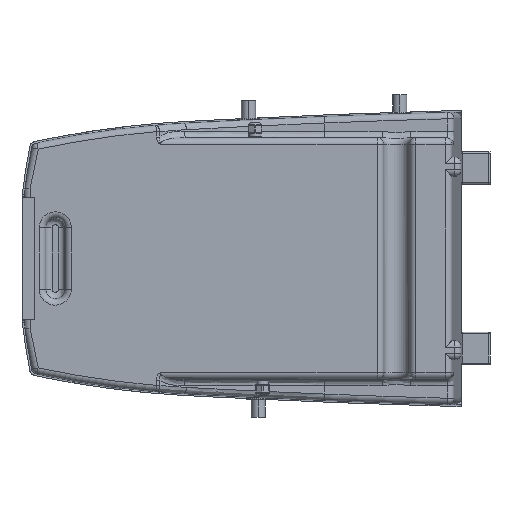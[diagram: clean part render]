
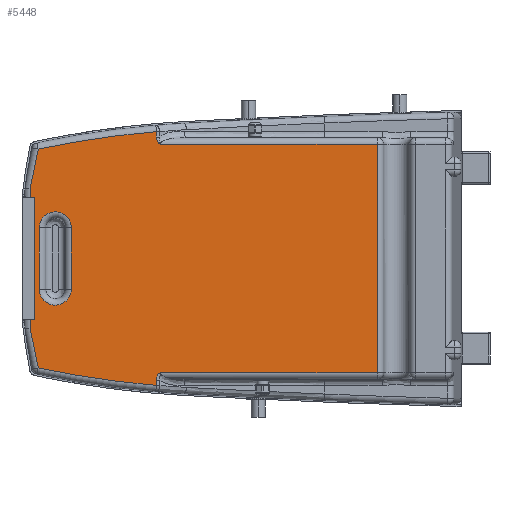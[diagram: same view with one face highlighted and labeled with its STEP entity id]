
A CAD part, left-side view. The second image highlights one B-rep face of the part: STEP entity #5448.
In plain terms, the highlighted planar face has unit normal (-1, 0, 0).
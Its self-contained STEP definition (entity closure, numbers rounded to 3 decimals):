
#390=CARTESIAN_POINT('',(0.,472.879,424.519));
#423=DIRECTION('',(0.,0.,1.));
#424=VECTOR('',#423,8.426);
#425=CARTESIAN_POINT('',(0.,472.878,416.093));
#426=LINE('',#425,#424);
#712=CARTESIAN_POINT('',(0.,466.586,
50.));
#713=CARTESIAN_POINT('',(0.,466.586,
50.));
#714=CARTESIAN_POINT('',(0.,466.627,49.997));
#715=CARTESIAN_POINT('',(0.,466.817,
49.983));
#716=CARTESIAN_POINT('',(0.,467.298,49.843));
#717=CARTESIAN_POINT('',(0.,467.74,
49.654));
#718=CARTESIAN_POINT('',(0.,468.187,49.413));
#719=CARTESIAN_POINT('',(0.,468.63,49.126));
#720=CARTESIAN_POINT('',(0.,469.062,48.798));
#721=CARTESIAN_POINT('',(0.,469.476,48.437));
#722=CARTESIAN_POINT('',(0.,469.869,48.047));
#723=CARTESIAN_POINT('',(0.,470.252,47.62));
#724=CARTESIAN_POINT('',(0.,470.636,47.138));
#725=CARTESIAN_POINT('',(0.,471.028,46.578));
#726=CARTESIAN_POINT('',(0.,471.424,45.928));
#727=CARTESIAN_POINT('',(0.,471.812,45.183));
#728=CARTESIAN_POINT('',(0.,472.178,44.344));
#729=CARTESIAN_POINT('',(0.,472.506,43.414));
#730=CARTESIAN_POINT('',(0.,472.787,42.391));
#731=CARTESIAN_POINT('',(0.,473.007,41.266));
#732=CARTESIAN_POINT('',(0.,473.154,40.024));
#733=CARTESIAN_POINT('',(0.,473.189,39.153));
#734=CARTESIAN_POINT('',(0.,473.189,38.697));
#736=DIRECTION('',(0.,0.,-1.));
#737=VECTOR('',#736,8.204);
#738=CARTESIAN_POINT('',(0.,473.189,38.697));
#739=LINE('',#738,#737);
#740=CARTESIAN_POINT('',(0.,347.487,1515.181));
#741=DIRECTION('',(1.,0.,0.));
#742=DIRECTION('',(0.,0.084,-0.996));
#743=AXIS2_PLACEMENT_3D('',#740,#741,#742);
#745=DIRECTION('',(0.,0.2,0.98));
#746=VECTOR('',#745,62.828);
#747=CARTESIAN_POINT('',(0.,656.513,57.579));
#748=LINE('',#747,#746);
#749=DIRECTION('',(0.,-0.2,0.98));
#750=VECTOR('',#749,62.828);
#751=CARTESIAN_POINT('',(0.,669.104,335.868));
#752=LINE('',#751,#750);
#753=CARTESIAN_POINT('',(0.,347.487,-1060.181));
#754=DIRECTION('',(1.,0.,0.));
#755=DIRECTION('',(0.,0.207,0.978));
#756=AXIS2_PLACEMENT_3D('',#753,#754,#755);
#758=DIRECTION('',(0.,-1.,0.));
#759=VECTOR('',#758,336.408);
#760=CARTESIAN_POINT('',(0.,466.582,405.001));
#761=LINE('',#760,#759);
#762=DIRECTION('',(0.,1.,0.));
#763=VECTOR('',#762,336.412);
#764=CARTESIAN_POINT('',(0.,130.174,50.));
#765=LINE('',#764,#763);
#766=CARTESIAN_POINT('',(0.,630.,275.));
#767=DIRECTION('',(-1.,0.,0.));
#768=DIRECTION('',(0.,-1.,0.));
#769=AXIS2_PLACEMENT_3D('',#766,#767,#768);
#771=CARTESIAN_POINT('',(0.,630.,275.));
#772=DIRECTION('',(-1.,0.,0.));
#773=DIRECTION('',(0.,-0.992,0.123));
#774=AXIS2_PLACEMENT_3D('',#771,#772,#773);
#776=CARTESIAN_POINT('',(0.,630.,180.));
#777=DIRECTION('',(-1.,0.,0.));
#778=DIRECTION('',(0.,1.,0.));
#779=AXIS2_PLACEMENT_3D('',#776,#777,#778);
#781=CARTESIAN_POINT('',(0.,630.,180.));
#782=DIRECTION('',(-1.,0.,0.));
#783=DIRECTION('',(0.,0.992,-0.123));
#784=AXIS2_PLACEMENT_3D('',#781,#782,#783);
#861=DIRECTION('',(0.,0.,1.));
#862=VECTOR('',#861,355.);
#863=CARTESIAN_POINT('',(0.,130.174,50.));
#864=LINE('',#863,#862);
#952=CARTESIAN_POINT('',(0.,466.582,405.001));
#953=CARTESIAN_POINT('',(0.,466.788,405.044));
#954=CARTESIAN_POINT('',(0.,467.23,405.187));
#955=CARTESIAN_POINT('',(0.,467.961,405.551));
#956=CARTESIAN_POINT('',(0.,468.804,406.137));
#957=CARTESIAN_POINT('',(0.,469.553,406.84));
#958=CARTESIAN_POINT('',(0.,470.011,407.352));
#959=CARTESIAN_POINT('',(0.,470.549,408.044));
#960=CARTESIAN_POINT('',(0.,471.1,408.901));
#961=CARTESIAN_POINT('',(0.,471.687,410.036));
#962=CARTESIAN_POINT('',(0.,472.251,411.531));
#963=CARTESIAN_POINT('',(0.,472.733,413.462));
#964=CARTESIAN_POINT('',(0.,472.855,415.155));
#965=CARTESIAN_POINT('',(0.,472.878,416.093));
#1945=DIRECTION('',(0.,0.,-1.));
#1946=VECTOR('',#1945,216.736);
#1947=CARTESIAN_POINT('',(0.,669.104,335.868));
#1948=LINE('',#1947,#1946);
#3871=DIRECTION('',(0.,0.,-1.));
#3872=VECTOR('',#3871,95.);
#3873=CARTESIAN_POINT('',(0.,605.,275.));
#3874=LINE('',#3873,#3872);
#3904=DIRECTION('',(0.,0.,1.));
#3905=VECTOR('',#3904,95.);
#3906=CARTESIAN_POINT('',(0.,655.,180.));
#3907=LINE('',#3906,#3905);
#4117=VERTEX_POINT('',#390);
#4118=CARTESIAN_POINT('',(0.,656.513,397.421));
#4119=VERTEX_POINT('',#4118);
#4125=CARTESIAN_POINT('',(0.,472.878,416.094));
#4126=VERTEX_POINT('',#4125);
#4209=CARTESIAN_POINT('',(0.,130.174,50.));
#4210=CARTESIAN_POINT('',(0.,466.586,50.));
#4211=VERTEX_POINT('',#4209);
#4212=VERTEX_POINT('',#4210);
#4237=VERTEX_POINT('',#734);
#4238=CARTESIAN_POINT('',(0.,473.189,
30.493));
#4239=VERTEX_POINT('',#4238);
#4240=CARTESIAN_POINT('',(0.,656.513,57.579));
#4241=VERTEX_POINT('',#4240);
#4242=CARTESIAN_POINT('',(0.,669.104,119.132));
#4243=VERTEX_POINT('',#4242);
#4244=CARTESIAN_POINT('',(0.,669.104,335.868));
#4245=VERTEX_POINT('',#4244);
#4246=VERTEX_POINT('',#952);
#4247=CARTESIAN_POINT('',(0.,130.174,405.));
#4248=VERTEX_POINT('',#4247);
#4249=CARTESIAN_POINT('',(0.,605.188,278.063));
#4250=CARTESIAN_POINT('',(0.,655.,275.));
#4251=VERTEX_POINT('',#4249);
#4252=VERTEX_POINT('',#4250);
#4253=CARTESIAN_POINT('',(0.,605.,275.));
#4254=VERTEX_POINT('',#4253);
#4255=CARTESIAN_POINT('',(0.,655.,180.));
#4256=VERTEX_POINT('',#4255);
#4257=CARTESIAN_POINT('',(0.,654.812,176.937));
#4258=CARTESIAN_POINT('',(0.,605.,180.));
#4259=VERTEX_POINT('',#4257);
#4260=VERTEX_POINT('',#4258);
#5406=CARTESIAN_POINT('',(0.,680.,0.));
#5407=DIRECTION('',(-1.,0.,0.));
#5408=DIRECTION('',(0.,-1.,0.));
#5409=AXIS2_PLACEMENT_3D('',#5406,#5407,#5408);
#5410=PLANE('',#5409);
#5412=ORIENTED_EDGE('',*,*,#5411,.T.);
#5413=ORIENTED_EDGE('',*,*,#5396,.T.);
#5415=ORIENTED_EDGE('',*,*,#5414,.T.);
#5417=ORIENTED_EDGE('',*,*,#5416,.T.);
#5419=ORIENTED_EDGE('',*,*,#5418,.F.);
#5421=ORIENTED_EDGE('',*,*,#5420,.T.);
#5422=ORIENTED_EDGE('',*,*,#4849,.T.);
#5423=ORIENTED_EDGE('',*,*,#5027,.F.);
#5425=ORIENTED_EDGE('',*,*,#5424,.F.);
#5427=ORIENTED_EDGE('',*,*,#5426,.T.);
#5429=ORIENTED_EDGE('',*,*,#5428,.F.);
#5431=ORIENTED_EDGE('',*,*,#5430,.T.);
#5432=EDGE_LOOP('',(#5412,#5413,#5415,#5417,#5419,#5421,#5422,#5423,#5425,#5427,
#5429,#5431));
#5433=FACE_OUTER_BOUND('',#5432,.F.);
#5435=ORIENTED_EDGE('',*,*,#5434,.T.);
#5437=ORIENTED_EDGE('',*,*,#5436,.T.);
#5439=ORIENTED_EDGE('',*,*,#5438,.F.);
#5441=ORIENTED_EDGE('',*,*,#5440,.T.);
#5443=ORIENTED_EDGE('',*,*,#5442,.T.);
#5445=ORIENTED_EDGE('',*,*,#5444,.F.);
#5446=EDGE_LOOP('',(#5435,#5437,#5439,#5441,#5443,#5445));
#5447=FACE_BOUND('',#5446,.F.);
#5448=ADVANCED_FACE('',(#5433,#5447),#5410,.T.);
#735=B_SPLINE_CURVE_WITH_KNOTS('',3,(#712,#713,#714,#715,#716,#717,#718,#719,
#720,#721,#722,#723,#724,#725,#726,#727,#728,#729,#730,#731,#732,#733,#734),
.UNSPECIFIED.,.F.,.F.,(4,1,1,1,1,1,1,1,1,1,1,1,1,1,1,1,1,1,1,1,4),(0.,
0.,0.045,0.081,0.116,
0.154,0.191,0.23,0.268,
0.306,0.345,0.387,0.434,
0.486,0.543,0.606,0.673,
0.745,0.822,0.907,1.),.UNSPECIFIED.);
#744=CIRCLE('',#743,1490.);
#757=CIRCLE('',#756,1490.);
#770=CIRCLE('',#769,25.);
#775=CIRCLE('',#774,25.);
#780=CIRCLE('',#779,25.);
#785=CIRCLE('',#784,25.);
#966=B_SPLINE_CURVE_WITH_KNOTS('',3,(#952,#953,#954,#955,#956,#957,#958,#959,
#960,#961,#962,#963,#964,#965),.UNSPECIFIED.,.F.,.F.,(4,1,1,1,1,1,1,1,1,1,1,4),(
0.,0.091,0.182,0.273,0.364,
0.455,0.545,0.636,0.727,
0.818,0.909,1.),.UNSPECIFIED.);
#4849=EDGE_CURVE('',#4119,#4117,#757,.T.);
#5027=EDGE_CURVE('',#4126,#4117,#426,.T.);
#5396=EDGE_CURVE('',#4237,#4239,#739,.T.);
#5411=EDGE_CURVE('',#4212,#4237,#735,.T.);
#5414=EDGE_CURVE('',#4239,#4241,#744,.T.);
#5416=EDGE_CURVE('',#4241,#4243,#748,.T.);
#5418=EDGE_CURVE('',#4245,#4243,#1948,.T.);
#5420=EDGE_CURVE('',#4245,#4119,#752,.T.);
#5424=EDGE_CURVE('',#4246,#4126,#966,.T.);
#5426=EDGE_CURVE('',#4246,#4248,#761,.T.);
#5428=EDGE_CURVE('',#4211,#4248,#864,.T.);
#5430=EDGE_CURVE('',#4211,#4212,#765,.T.);
#5434=EDGE_CURVE('',#4254,#4251,#770,.T.);
#5436=EDGE_CURVE('',#4251,#4252,#775,.T.);
#5438=EDGE_CURVE('',#4256,#4252,#3907,.T.);
#5440=EDGE_CURVE('',#4256,#4259,#780,.T.);
#5442=EDGE_CURVE('',#4259,#4260,#785,.T.);
#5444=EDGE_CURVE('',#4254,#4260,#3874,.T.);
